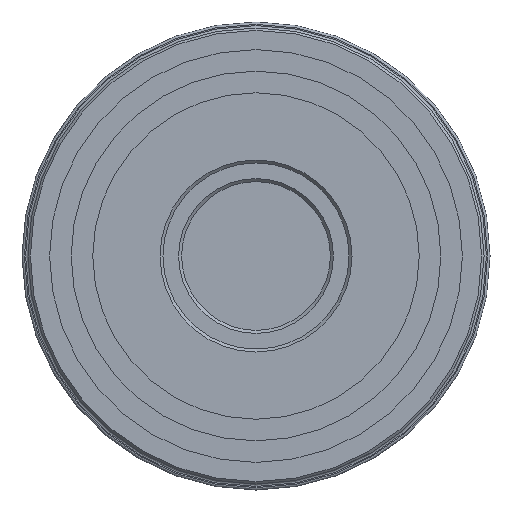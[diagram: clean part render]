
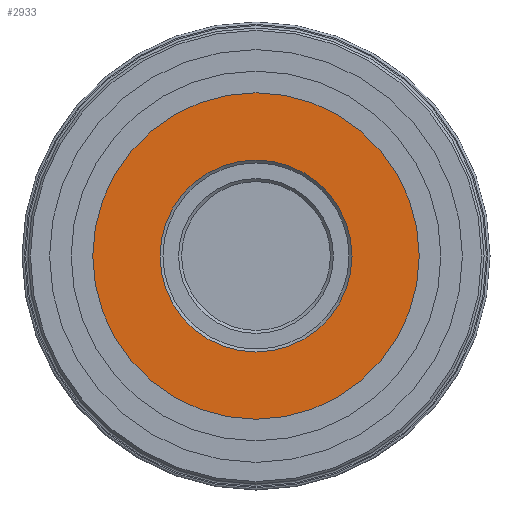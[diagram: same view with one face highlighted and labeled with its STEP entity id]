
A CAD part, front view. The second image highlights one B-rep face of the part: STEP entity #2933.
In plain terms, the highlighted planar face has unit normal (0, -1, 0).
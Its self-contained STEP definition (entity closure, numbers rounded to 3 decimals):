
#520=FACE_BOUND('',#801,.T.);
#547=PLANE('',#3146);
#621=FACE_OUTER_BOUND('',#800,.T.);
#800=EDGE_LOOP('',(#1900));
#801=EDGE_LOOP('',(#1901));
#1005=CIRCLE('',#3143,16.);
#1007=CIRCLE('',#3147,27.2);
#1179=VERTEX_POINT('',#4307);
#1181=VERTEX_POINT('',#4315);
#1455=EDGE_CURVE('',#1179,#1179,#1005,.T.);
#1459=EDGE_CURVE('',#1181,#1181,#1007,.T.);
#1900=ORIENTED_EDGE('',*,*,#1459,.T.);
#1901=ORIENTED_EDGE('',*,*,#1455,.F.);
#2933=ADVANCED_FACE('',(#621,#520),#547,.F.);
#3143=AXIS2_PLACEMENT_3D('',#4308,#3494,#3495);
#3146=AXIS2_PLACEMENT_3D('',#4314,#3502,#3503);
#3147=AXIS2_PLACEMENT_3D('',#4316,#3504,#3505);
#3494=DIRECTION('center_axis',(0.,-1.,0.));
#3495=DIRECTION('ref_axis',(-1.,0.,0.));
#3502=DIRECTION('center_axis',(0.,1.,0.));
#3503=DIRECTION('ref_axis',(0.,0.,1.));
#3504=DIRECTION('center_axis',(0.,-1.,0.));
#3505=DIRECTION('ref_axis',(0.,0.,-1.));
#4307=CARTESIAN_POINT('',(16.,25.56,0.));
#4308=CARTESIAN_POINT('Origin',(0.,25.56,0.));
#4314=CARTESIAN_POINT('Origin',(0.,25.56,0.));
#4315=CARTESIAN_POINT('',(0.,25.56,27.2));
#4316=CARTESIAN_POINT('Origin',(0.,25.56,0.));
